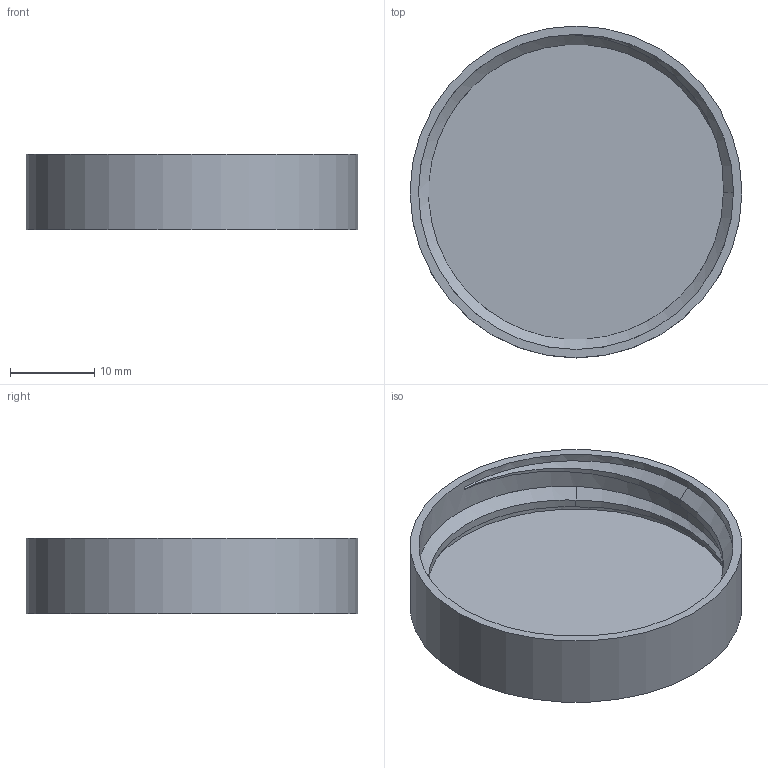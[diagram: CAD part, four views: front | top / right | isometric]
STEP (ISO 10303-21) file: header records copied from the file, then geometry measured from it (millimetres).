
FILE_DESCRIPTION(('Open CASCADE Model'),'2;1');
FILE_NAME('Open CASCADE Shape Model','2025-12-08T12:50:15',('Author'),( 'Open CASCADE'),'Open CASCADE STEP processor 7.8','build123d', 'Unknown');
FILE_SCHEMA(('AUTOMOTIVE_DESIGN { 1 0 10303 214 1 1 1 1 }'));
Length unit declared in the file: millimetre
Products named in the file (2): =>[0:1:1:2]; COMPOUND
Assembly tree (1 placements, depth 2):
  =>[0:1:1:2]
    COMPOUND
Bounding box: 39.49 x 39.49 x 8.94 mm (x, y, z)
Volume: 2429.6 mm3; surface area: 4675.7 mm2
Topology: 1 solids, 1 shells, 21 faces, 50 edges, 32 vertices
Faces by surface type: bspline 13, plane 5, cylinder 3
Full cylindrical faces by diameter (mm): 37.488 x2, 39.49 x1
Entity records: 2704 total; most frequent: CARTESIAN_POINT 1878, ORIENTED_EDGE 100, PCURVE 100, DEFINITIONAL_REPRESENTATION 100, DIRECTION 85, B_SPLINE_CURVE_WITH_KNOTS 80, EDGE_CURVE 50, LINE 48
